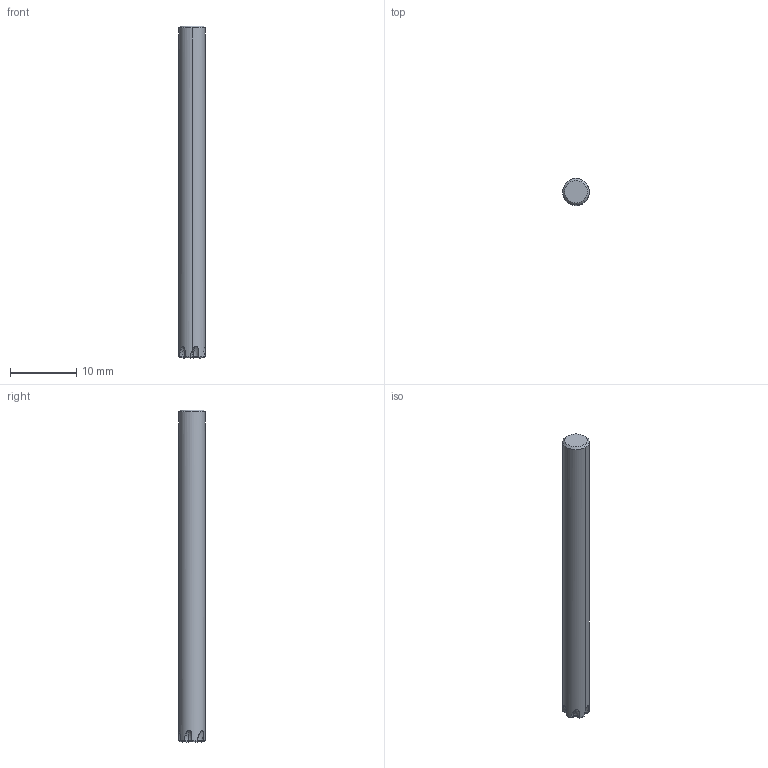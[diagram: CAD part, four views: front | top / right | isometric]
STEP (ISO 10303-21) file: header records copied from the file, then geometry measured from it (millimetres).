
FILE_DESCRIPTION(('no description'),'unknown implementation level');
FILE_NAME('K204108-3_6_0_2-Detail.stp',' ',('CIMSOURCE GmbH'),('CADClick - KiM GmbH - www.kimweb.de'),'unknown preprocess','ACIS','unknown authorization');
FILE_SCHEMA(('automotive_design'));
Length unit declared in the file: millimetre
Products named in the file (2): NOCUT; CUT
Bounding box: 4 x 4 x 50 mm (x, y, z)
Volume: 623.7 mm3; surface area: 677.8 mm2
Topology: 2 solids, 2 shells, 76 faces, 210 edges, 138 vertices
Faces by surface type: bspline 30, torus 18, cone 12, plane 10, cylinder 6
Entity records: 6173 total; most frequent: CARTESIAN_POINT 2072, STYLED_ITEM 426, PRESENTATION_STYLE_ASSIGNMENT 426, COLOUR_RGB 426, ORIENTED_EDGE 420, DIRECTION 266, EDGE_CURVE 210, CURVE_STYLE 210
